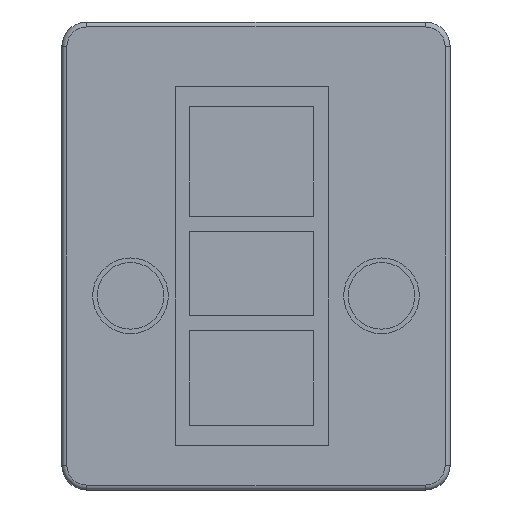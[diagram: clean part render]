
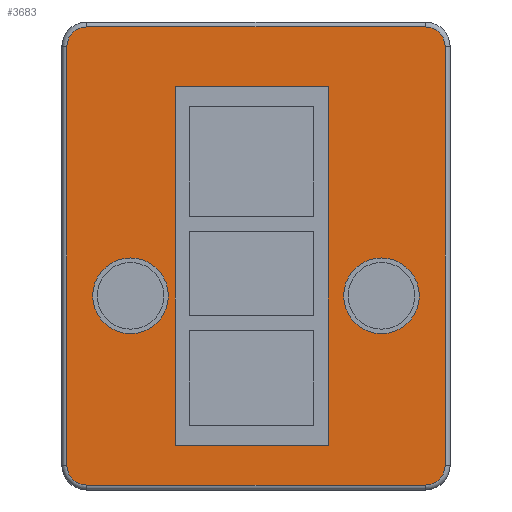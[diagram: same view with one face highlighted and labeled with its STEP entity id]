
A CAD part, front view. The second image highlights one B-rep face of the part: STEP entity #3683.
In plain terms, the highlighted planar face has unit normal (0, -1, 0).
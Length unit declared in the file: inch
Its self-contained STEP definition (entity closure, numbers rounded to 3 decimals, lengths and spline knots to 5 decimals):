
#16 = DIRECTION ( 'NONE',  ( 0., -1., 0. ) ) ;
#67 = VERTEX_POINT ( 'NONE', #283 ) ;
#87 = EDGE_LOOP ( 'NONE', ( #2939, #199 ) ) ;
#97 = VECTOR ( 'NONE', #1429, 39.37008 ) ;
#112 = FACE_OUTER_BOUND ( 'NONE', #3416, .T. ) ;
#199 = ORIENTED_EDGE ( 'NONE', *, *, #401, .T. ) ;
#207 = EDGE_CURVE ( 'NONE', #6239, #4630, #3525, .T. ) ;
#216 = CARTESIAN_POINT ( 'NONE',  ( 0.19, 0., -0.21 ) ) ;
#223 = CARTESIAN_POINT ( 'NONE',  ( -0.195, 0., -0.235 ) ) ;
#272 = ORIENTED_EDGE ( 'NONE', *, *, #4216, .F. ) ;
#283 = CARTESIAN_POINT ( 'NONE',  ( 0.17, 0., 0.23 ) ) ;
#284 = CARTESIAN_POINT ( 'NONE',  ( -0.17, 0., -0.23 ) ) ;
#322 = CIRCLE ( 'NONE', #428, 0.038 ) ;
#362 = LINE ( 'NONE', #1359, #6258 ) ;
#401 = EDGE_CURVE ( 'NONE', #1482, #2563, #2721, .T. ) ;
#428 = AXIS2_PLACEMENT_3D ( 'NONE', #1894, #5841, #813 ) ;
#459 = AXIS2_PLACEMENT_3D ( 'NONE', #714, #1700, #5599 ) ;
#524 = VERTEX_POINT ( 'NONE', #216 ) ;
#570 = FACE_BOUND ( 'NONE', #87, .T. ) ;
#579 = ORIENTED_EDGE ( 'NONE', *, *, #2214, .T. ) ;
#646 = AXIS2_PLACEMENT_3D ( 'NONE', #223, #3220, #681 ) ;
#672 = VERTEX_POINT ( 'NONE', #1408 ) ;
#681 = DIRECTION ( 'NONE',  ( 0., 0., -1. ) ) ;
#711 = LINE ( 'NONE', #757, #97 ) ;
#714 = CARTESIAN_POINT ( 'NONE',  ( -0.126, 0., -0.04 ) ) ;
#757 = CARTESIAN_POINT ( 'NONE',  ( -0.08128, 0., -0.19 ) ) ;
#763 = CARTESIAN_POINT ( 'NONE',  ( 0.17, 0., -0.23 ) ) ;
#773 = DIRECTION ( 'NONE',  ( 0., 1., 0. ) ) ;
#813 = DIRECTION ( 'NONE',  ( 0., 0., 1. ) ) ;
#863 = LINE ( 'NONE', #4537, #5457 ) ;
#888 = VERTEX_POINT ( 'NONE', #763 ) ;
#897 = VERTEX_POINT ( 'NONE', #2849 ) ;
#922 = VERTEX_POINT ( 'NONE', #3267 ) ;
#925 = EDGE_LOOP ( 'NONE', ( #4400, #1054, #5031, #272 ) ) ;
#975 = LINE ( 'NONE', #2740, #1446 ) ;
#1054 = ORIENTED_EDGE ( 'NONE', *, *, #5655, .F. ) ;
#1071 = CARTESIAN_POINT ( 'NONE',  ( -0.17, 0., 0.21 ) ) ;
#1157 = VERTEX_POINT ( 'NONE', #1414 ) ;
#1282 = ORIENTED_EDGE ( 'NONE', *, *, #2084, .T. ) ;
#1313 = CARTESIAN_POINT ( 'NONE',  ( 0.126, 0., -0.04 ) ) ;
#1359 = CARTESIAN_POINT ( 'NONE',  ( -0.17, 0., 0.23 ) ) ;
#1406 = CARTESIAN_POINT ( 'NONE',  ( -0.08128, 0., -0.19 ) ) ;
#1408 = CARTESIAN_POINT ( 'NONE',  ( 0.07272, 0., -0.19 ) ) ;
#1414 = CARTESIAN_POINT ( 'NONE',  ( 0.19, 0., 0.21 ) ) ;
#1429 = DIRECTION ( 'NONE',  ( 1., 0., 0. ) ) ;
#1434 = VERTEX_POINT ( 'NONE', #5116 ) ;
#1446 = VECTOR ( 'NONE', #2719, 39.37008 ) ;
#1460 = VERTEX_POINT ( 'NONE', #5036 ) ;
#1482 = VERTEX_POINT ( 'NONE', #4065 ) ;
#1536 = DIRECTION ( 'NONE',  ( 0., 0., 1. ) ) ;
#1546 = DIRECTION ( 'NONE',  ( 0., 0., -1. ) ) ;
#1630 = CIRCLE ( 'NONE', #2530, 0.02 ) ;
#1665 = EDGE_CURVE ( 'NONE', #67, #3560, #362, .T. ) ;
#1700 = DIRECTION ( 'NONE',  ( 0., 1., 0. ) ) ;
#1747 = VERTEX_POINT ( 'NONE', #1406 ) ;
#1824 = DIRECTION ( 'NONE',  ( 0., 0., 1. ) ) ;
#1886 = VERTEX_POINT ( 'NONE', #2001 ) ;
#1894 = CARTESIAN_POINT ( 'NONE',  ( -0.126, 0., -0.04 ) ) ;
#2001 = CARTESIAN_POINT ( 'NONE',  ( 0.126, 0., -0.002 ) ) ;
#2008 = CARTESIAN_POINT ( 'NONE',  ( -0.126, 0., -0.002 ) ) ;
#2065 = ORIENTED_EDGE ( 'NONE', *, *, #1665, .T. ) ;
#2066 = DIRECTION ( 'NONE',  ( 0., 0., 1. ) ) ;
#2070 = AXIS2_PLACEMENT_3D ( 'NONE', #2592, #5056, #3052 ) ;
#2084 = EDGE_CURVE ( 'NONE', #524, #1157, #3418, .T. ) ;
#2163 = ORIENTED_EDGE ( 'NONE', *, *, #4414, .T. ) ;
#2214 = EDGE_CURVE ( 'NONE', #4630, #888, #5402, .T. ) ;
#2378 = CIRCLE ( 'NONE', #2666, 0.038 ) ;
#2448 = EDGE_LOOP ( 'NONE', ( #6088, #2677 ) ) ;
#2530 = AXIS2_PLACEMENT_3D ( 'NONE', #3877, #5834, #4413 ) ;
#2534 = CARTESIAN_POINT ( 'NONE',  ( -0.19, 0., -0.21 ) ) ;
#2553 = CARTESIAN_POINT ( 'NONE',  ( 0.19, 0., 0.21 ) ) ;
#2563 = VERTEX_POINT ( 'NONE', #2008 ) ;
#2565 = VECTOR ( 'NONE', #5468, 39.37008 ) ;
#2592 = CARTESIAN_POINT ( 'NONE',  ( 0.126, 0., -0.04 ) ) ;
#2666 = AXIS2_PLACEMENT_3D ( 'NONE', #1313, #773, #1824 ) ;
#2675 = AXIS2_PLACEMENT_3D ( 'NONE', #5898, #2988, #1546 ) ;
#2677 = ORIENTED_EDGE ( 'NONE', *, *, #3548, .T. ) ;
#2719 = DIRECTION ( 'NONE',  ( 0., 0., -1. ) ) ;
#2721 = CIRCLE ( 'NONE', #459, 0.038 ) ;
#2740 = CARTESIAN_POINT ( 'NONE',  ( -0.08128, 0., 0.17 ) ) ;
#2773 = EDGE_CURVE ( 'NONE', #2563, #1482, #322, .T. ) ;
#2849 = CARTESIAN_POINT ( 'NONE',  ( 0.07272, 0., 0.17 ) ) ;
#2854 = FACE_BOUND ( 'NONE', #2448, .T. ) ;
#2894 = DIRECTION ( 'NONE',  ( -1., 0., 0. ) ) ;
#2912 = AXIS2_PLACEMENT_3D ( 'NONE', #6104, #3570, #5635 ) ;
#2939 = ORIENTED_EDGE ( 'NONE', *, *, #2773, .T. ) ;
#2988 = DIRECTION ( 'NONE',  ( 0., -1., 0. ) ) ;
#3020 = EDGE_CURVE ( 'NONE', #1747, #672, #711, .T. ) ;
#3052 = DIRECTION ( 'NONE',  ( 0., 0., 1. ) ) ;
#3166 = LINE ( 'NONE', #4965, #3239 ) ;
#3178 = PLANE ( 'NONE',  #646 ) ;
#3220 = DIRECTION ( 'NONE',  ( 0., -1., 0. ) ) ;
#3239 = VECTOR ( 'NONE', #3963, 39.37008 ) ;
#3267 = CARTESIAN_POINT ( 'NONE',  ( 0.126, 0., -0.078 ) ) ;
#3410 = ORIENTED_EDGE ( 'NONE', *, *, #207, .T. ) ;
#3416 = EDGE_LOOP ( 'NONE', ( #5157, #3410, #579, #4505, #1282, #2163, #2065, #4027 ) ) ;
#3418 = LINE ( 'NONE', #2553, #4868 ) ;
#3506 = EDGE_CURVE ( 'NONE', #897, #1460, #3166, .T. ) ;
#3525 = CIRCLE ( 'NONE', #2675, 0.02 ) ;
#3548 = EDGE_CURVE ( 'NONE', #922, #1886, #4391, .T. ) ;
#3560 = VERTEX_POINT ( 'NONE', #5395 ) ;
#3570 = DIRECTION ( 'NONE',  ( 0., -1., 0. ) ) ;
#3673 = CIRCLE ( 'NONE', #2912, 0.02 ) ;
#3683 = ADVANCED_FACE ( 'NONE', ( #112, #2854, #570, #5312 ), #3178, .T. ) ;
#3849 = CARTESIAN_POINT ( 'NONE',  ( 0.17, 0., -0.23 ) ) ;
#3877 = CARTESIAN_POINT ( 'NONE',  ( 0.17, 0., -0.21 ) ) ;
#3963 = DIRECTION ( 'NONE',  ( -1., 0., 0. ) ) ;
#4018 = CARTESIAN_POINT ( 'NONE',  ( -0.19, 0., -0.21 ) ) ;
#4027 = ORIENTED_EDGE ( 'NONE', *, *, #5029, .T. ) ;
#4065 = CARTESIAN_POINT ( 'NONE',  ( -0.126, 0., -0.078 ) ) ;
#4216 = EDGE_CURVE ( 'NONE', #672, #897, #863, .T. ) ;
#4391 = CIRCLE ( 'NONE', #2070, 0.038 ) ;
#4400 = ORIENTED_EDGE ( 'NONE', *, *, #3020, .F. ) ;
#4405 = VECTOR ( 'NONE', #5672, 39.37008 ) ;
#4413 = DIRECTION ( 'NONE',  ( 0., 0., -1. ) ) ;
#4414 = EDGE_CURVE ( 'NONE', #1157, #67, #3673, .T. ) ;
#4505 = ORIENTED_EDGE ( 'NONE', *, *, #5950, .T. ) ;
#4537 = CARTESIAN_POINT ( 'NONE',  ( 0.07272, 0., 0.17 ) ) ;
#4630 = VERTEX_POINT ( 'NONE', #284 ) ;
#4868 = VECTOR ( 'NONE', #2066, 39.37008 ) ;
#4965 = CARTESIAN_POINT ( 'NONE',  ( -0.08128, 0., 0.17 ) ) ;
#5029 = EDGE_CURVE ( 'NONE', #3560, #1434, #6277, .T. ) ;
#5031 = ORIENTED_EDGE ( 'NONE', *, *, #3506, .F. ) ;
#5036 = CARTESIAN_POINT ( 'NONE',  ( -0.08128, 0., 0.17 ) ) ;
#5053 = DIRECTION ( 'NONE',  ( 0., 0., -1. ) ) ;
#5056 = DIRECTION ( 'NONE',  ( 0., 1., 0. ) ) ;
#5116 = CARTESIAN_POINT ( 'NONE',  ( -0.19, 0., 0.21 ) ) ;
#5157 = ORIENTED_EDGE ( 'NONE', *, *, #6227, .T. ) ;
#5312 = FACE_BOUND ( 'NONE', #925, .T. ) ;
#5395 = CARTESIAN_POINT ( 'NONE',  ( -0.17, 0., 0.23 ) ) ;
#5402 = LINE ( 'NONE', #3849, #4405 ) ;
#5457 = VECTOR ( 'NONE', #1536, 39.37008 ) ;
#5468 = DIRECTION ( 'NONE',  ( 0., 0., -1. ) ) ;
#5502 = AXIS2_PLACEMENT_3D ( 'NONE', #1071, #16, #5053 ) ;
#5599 = DIRECTION ( 'NONE',  ( 0., 0., 1. ) ) ;
#5635 = DIRECTION ( 'NONE',  ( 0., 0., -1. ) ) ;
#5655 = EDGE_CURVE ( 'NONE', #1460, #1747, #975, .T. ) ;
#5672 = DIRECTION ( 'NONE',  ( 1., 0., 0. ) ) ;
#5820 = EDGE_CURVE ( 'NONE', #1886, #922, #2378, .T. ) ;
#5834 = DIRECTION ( 'NONE',  ( 0., -1., 0. ) ) ;
#5841 = DIRECTION ( 'NONE',  ( 0., 1., 0. ) ) ;
#5898 = CARTESIAN_POINT ( 'NONE',  ( -0.17, 0., -0.21 ) ) ;
#5950 = EDGE_CURVE ( 'NONE', #888, #524, #1630, .T. ) ;
#6088 = ORIENTED_EDGE ( 'NONE', *, *, #5820, .T. ) ;
#6104 = CARTESIAN_POINT ( 'NONE',  ( 0.17, 0., 0.21 ) ) ;
#6186 = LINE ( 'NONE', #2534, #2565 ) ;
#6227 = EDGE_CURVE ( 'NONE', #1434, #6239, #6186, .T. ) ;
#6239 = VERTEX_POINT ( 'NONE', #4018 ) ;
#6258 = VECTOR ( 'NONE', #2894, 39.37008 ) ;
#6277 = CIRCLE ( 'NONE', #5502, 0.02 ) ;
